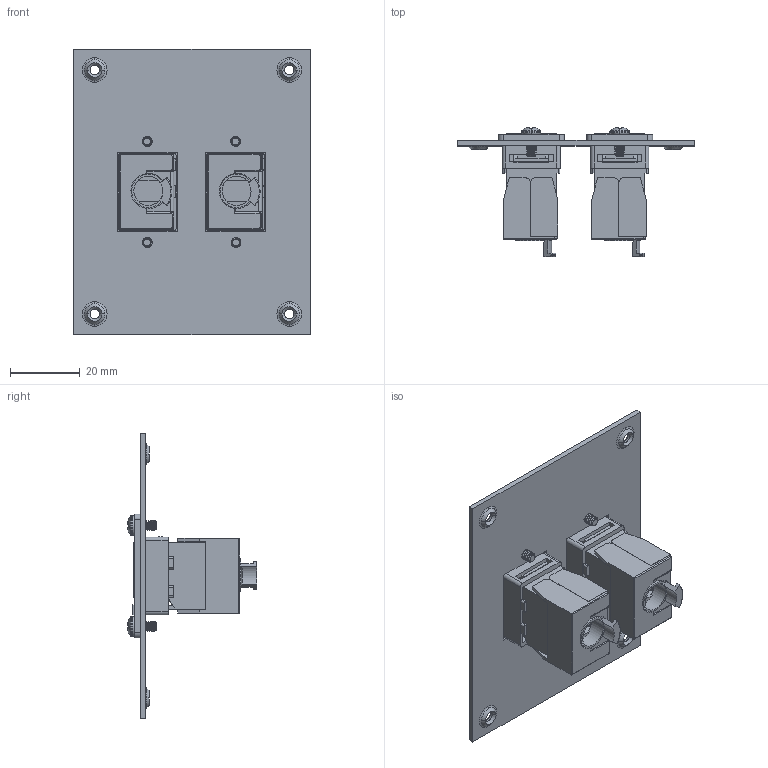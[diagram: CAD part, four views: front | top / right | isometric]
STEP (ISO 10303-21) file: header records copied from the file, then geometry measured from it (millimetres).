
FILE_DESCRIPTION (( 'STEP AP214' ), '1' );
FILE_NAME ('USP2ECF-SC6-POE.STEP', '2018-06-29T20:58:10', ( '' ), ( '' ), 'SwSTEP 2.0', 'SolidWorks 2017', '' );
FILE_SCHEMA (( 'AUTOMOTIVE_DESIGN' ));
Length unit declared in the file: inch
Products named in the file (9): QKDABLC-MA2; QKDABLC-MA4; 91772A106_91772A106; 1AR06-001; 1AK21-009(ECF-SK); QKDABLC-MA3_CAT 6; RJTLC6S-POE; QKDABLC-MA1; USP2ECF-SC6-POE
Assembly tree (13 placements, depth 3):
  USP2ECF-SC6-POE
    1AR06-001
    91772A106_91772A106  x4
    RJTLC6S-POE  x2
      QKDABLC-MA3_CAT 6
      QKDABLC-MA1
      QKDABLC-MA2
      QKDABLC-MA4
    1AK21-009(ECF-SK)  x2
Bounding box: 68.07 x 37.11 x 82.04 mm (x, y, z)
Volume: 23725.6 mm3; surface area: 30995.6 mm2
Topology: 15 solids, 15 shells, 1538 faces, 4310 edges, 2844 vertices
Faces by surface type: plane 802, cylinder 528, bspline 92, cone 62, torus 46, sphere 8
Entity records: 27628 total; most frequent: CARTESIAN_POINT 6945, ORIENTED_EDGE 3922, DIRECTION 3403, EDGE_CURVE 1961, VERTEX_POINT 1293, VECTOR 1277, LINE 1277, AXIS2_PLACEMENT_3D 1063
